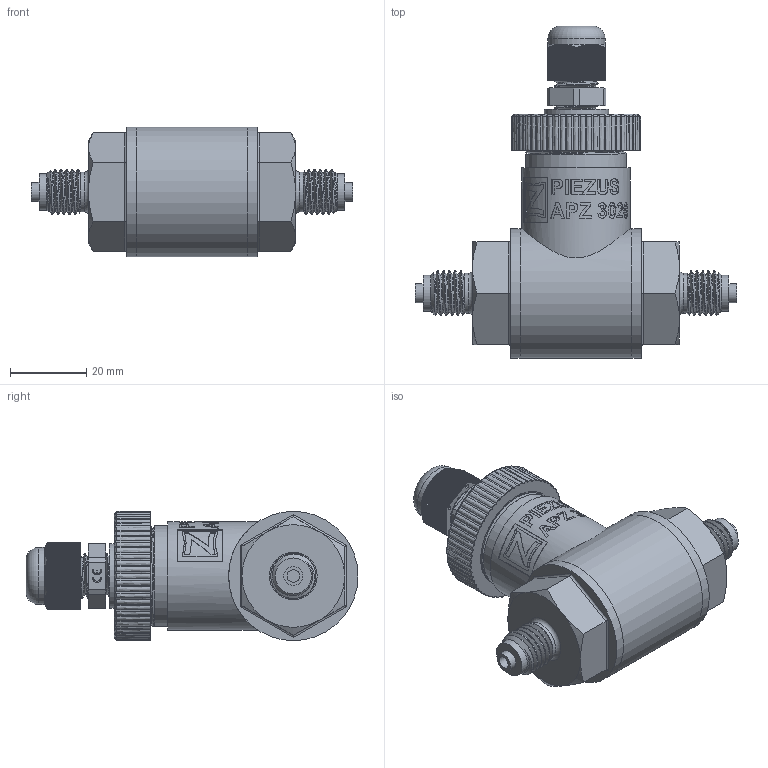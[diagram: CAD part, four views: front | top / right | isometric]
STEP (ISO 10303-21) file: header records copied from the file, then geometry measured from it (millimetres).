
FILE_DESCRIPTION(/* description */ (''),/* implementation_level */ '2;1');
FILE_NAME(/* name */ 'APZ3020_M12x1,5EN-axial_CableGland.step',/* time_stamp */ '2021-07-28T15:07:06+03:00',/* author */ (''),/* organization */ (''),/* preprocessor_version */ 'ST-DEVELOPER v18.1',/* originating_system */ 'Autodesk Translation Framework v10.9.0.1377',/* authorisation */ '');
FILE_SCHEMA (('AUTOMOTIVE_DESIGN { 1 0 10303 214 3 1 1 }'));
Length unit declared in the file: millimetre
Products named in the file (10): АПЗ 3020 - filled; M12x1,5 EN; shell; shell2; nut M27x1.5 v8; nut1; M12x1.5 Cable gland v4; Cable gland; Rubber gasket; M12 Domed nut
Assembly tree (9 placements, depth 3):
  АПЗ 3020 - filled
    M12x1,5 EN
    shell
    shell2
    nut M27x1.5 v8
    nut1
    M12x1.5 Cable gland v4
      Cable gland
      Rubber gasket
      M12 Domed nut
Bounding box: 84.4 x 87.27 x 34 mm (x, y, z)
Volume: 70839.2 mm3; surface area: 30013.9 mm2
Topology: 7 solids, 7 shells, 2763 faces, 8059 edges, 5364 vertices
Faces by surface type: plane 1497, cylinder 820, bspline 404, cone 36, torus 5, sphere 1
Full cylindrical faces by diameter (mm): 1 x6, 3.3 x2, 5 x2, 7.5 x1, 8 x1, 9.5 x2, 9.976 x5, 10 x6, 10.137 x10, 10.376 x4, 10.5 x2, 10.526 x3, 11.6 x4, 11.85 x8, 12 x5, 12.203 x3, 12.6 x1, 15 x1, 17 x1, 21.4 x2, 22.3 x1, 23.6 x1, 24 x3, 24.5 x2, 24.6 x4, 25.132 x4, 25.526 x4, 26.5 x5, 27.208 x5, 28.5 x1
Entity records: 118644 total; most frequent: CARTESIAN_POINT 48643, ORIENTED_EDGE 16118, DIRECTION 12613, EDGE_CURVE 8059, VERTEX_POINT 5364, LINE 4351, VECTOR 4351, AXIS2_PLACEMENT_3D 4131
